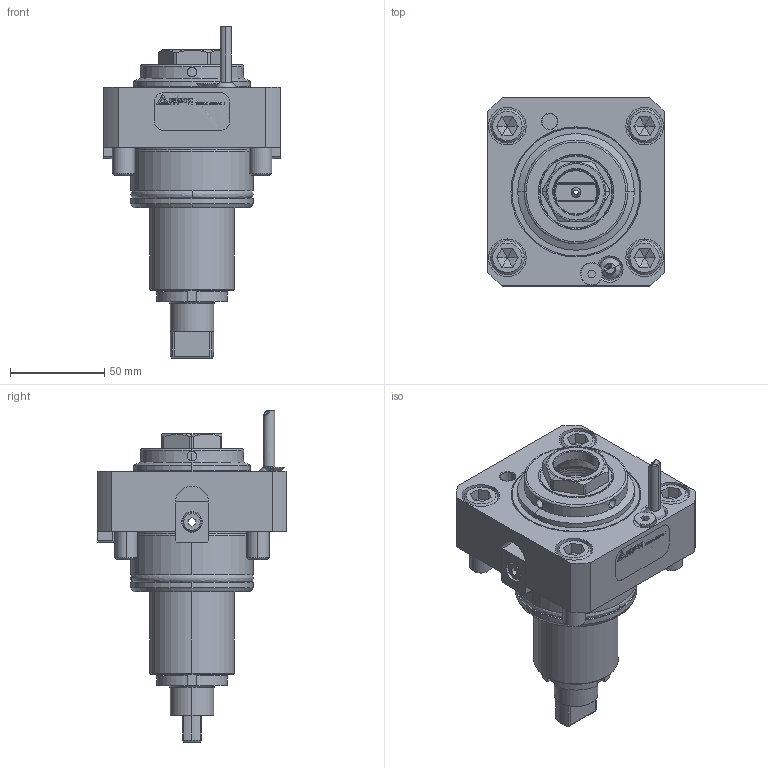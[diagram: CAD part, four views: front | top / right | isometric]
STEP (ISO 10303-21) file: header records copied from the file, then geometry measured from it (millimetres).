
FILE_DESCRIPTION (( 'STEP AP203' ), '1' );
FILE_NAME ('04-0768.STEP', '2023-04-24T22:42:44', ( '' ), ( '' ), 'SwSTEP 2.0', 'SolidWorks 2022', '' );
FILE_SCHEMA (( 'CONFIG_CONTROL_DESIGN' ));
Length unit declared in the file: inch
Products named in the file (1): 04-0768
Bounding box: 94 x 100 x 176.5 mm (x, y, z)
Surface area: 80409.1 mm2 (no closed solid volume)
Topology: 0 solids, 36 shells, 467 faces, 1293 edges, 881 vertices
Faces by surface type: plane 246, cylinder 127, cone 68, bspline 24, torus 2
Entity records: 19420 total; most frequent: CARTESIAN_POINT 7851, DIRECTION 2265, ORIENTED_EDGE 2264, EDGE_CURVE 1289, VERTEX_POINT 881, AXIS2_PLACEMENT_3D 804, LINE 657, VECTOR 657
